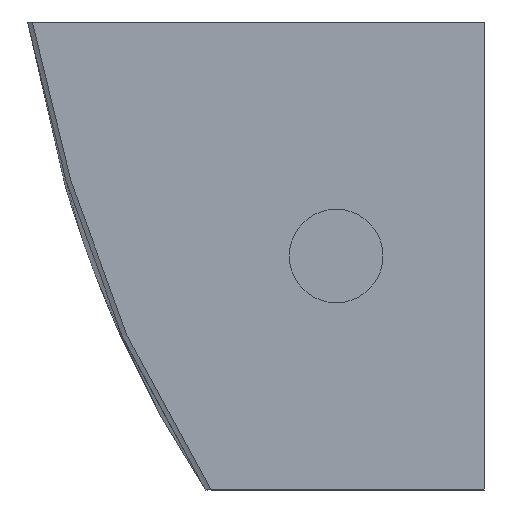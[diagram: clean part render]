
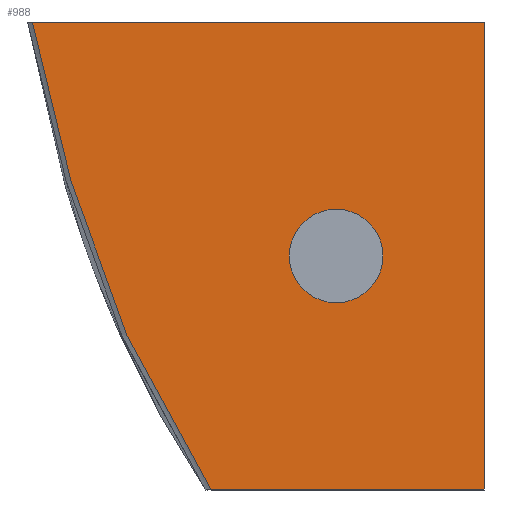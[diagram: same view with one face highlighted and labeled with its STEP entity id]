
A CAD part, left-side view. The second image highlights one B-rep face of the part: STEP entity #988.
In plain terms, the highlighted planar face has unit normal (-1, 0, 0).
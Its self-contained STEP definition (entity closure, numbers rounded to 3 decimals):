
#34=FACE_BOUND('',#185,.T.);
#71=PLANE('',#1067);
#120=FACE_OUTER_BOUND('',#184,.T.);
#184=EDGE_LOOP('',(#926,#927,#928,#929));
#185=EDGE_LOOP('',(#930,#931));
#200=CIRCLE('',#1046,3.);
#201=CIRCLE('',#1047,3.);
#224=LINE('',#1476,#328);
#249=LINE('',#1535,#353);
#261=LINE('',#1560,#365);
#328=VECTOR('',#1132,25.4);
#353=VECTOR('',#1159,25.4);
#365=VECTOR('',#1183,25.4);
#426=B_SPLINE_CURVE_WITH_KNOTS('',3,(#2012,#2013,#2014,#2015,#2016,#2017,
#2018,#2019,#2020,#2021,#2022,#2023,#2024),.UNSPECIFIED.,.F.,.F.,(4,3,3,
3,4),(0.495,0.584,1.026,1.438,
1.515),.UNSPECIFIED.);
#452=VERTEX_POINT('',#1473);
#453=VERTEX_POINT('',#1475);
#478=VERTEX_POINT('',#1530);
#485=VERTEX_POINT('',#1559);
#511=VERTEX_POINT('',#1644);
#512=VERTEX_POINT('',#1645);
#554=EDGE_CURVE('',#453,#452,#224,.T.);
#581=EDGE_CURVE('',#452,#478,#249,.T.);
#593=EDGE_CURVE('',#485,#453,#261,.T.);
#631=EDGE_CURVE('',#511,#512,#200,.T.);
#632=EDGE_CURVE('',#512,#511,#201,.T.);
#657=EDGE_CURVE('',#478,#485,#426,.T.);
#926=ORIENTED_EDGE('',*,*,#581,.T.);
#927=ORIENTED_EDGE('',*,*,#657,.T.);
#928=ORIENTED_EDGE('',*,*,#593,.T.);
#929=ORIENTED_EDGE('',*,*,#554,.T.);
#930=ORIENTED_EDGE('',*,*,#631,.T.);
#931=ORIENTED_EDGE('',*,*,#632,.T.);
#988=ADVANCED_FACE('',(#120,#34),#71,.T.);
#1046=AXIS2_PLACEMENT_3D('',#1646,#1244,#1245);
#1047=AXIS2_PLACEMENT_3D('',#1647,#1246,#1247);
#1067=AXIS2_PLACEMENT_3D('',#2025,#1302,#1303);
#1132=DIRECTION('',(0.,0.,1.));
#1159=DIRECTION('',(0.,1.,0.));
#1183=DIRECTION('',(0.,-1.,0.));
#1244=DIRECTION('center_axis',(1.,0.,0.));
#1245=DIRECTION('ref_axis',(0.,0.,-1.));
#1246=DIRECTION('center_axis',(1.,0.,0.));
#1247=DIRECTION('ref_axis',(0.,0.,-1.));
#1302=DIRECTION('center_axis',(-1.,0.,0.));
#1303=DIRECTION('ref_axis',(0.,1.,0.));
#1473=CARTESIAN_POINT('',(68.342,207.115,-167.626));
#1475=CARTESIAN_POINT('',(68.342,207.115,-197.626));
#1476=CARTESIAN_POINT('',(68.342,207.115,-162.626));
#1530=CARTESIAN_POINT('',(68.342,236.082,-167.626));
#1535=CARTESIAN_POINT('',(68.342,185.141,-167.626));
#1559=CARTESIAN_POINT('',(68.342,224.635,-197.626));
#1560=CARTESIAN_POINT('',(68.342,185.141,-197.626));
#1644=CARTESIAN_POINT('',(68.342,216.615,-185.626));
#1645=CARTESIAN_POINT('',(68.342,216.615,-179.626));
#1646=CARTESIAN_POINT('Origin',(68.342,216.615,-182.626));
#1647=CARTESIAN_POINT('Origin',(68.342,216.615,-182.626));
#2012=CARTESIAN_POINT('Ctrl Pts',(68.342,235.966,-167.729));
#2013=CARTESIAN_POINT('Ctrl Pts',(68.342,235.809,-168.624));
#2014=CARTESIAN_POINT('Ctrl Pts',(68.342,235.639,-169.515));
#2015=CARTESIAN_POINT('Ctrl Pts',(68.342,235.457,-170.405));
#2016=CARTESIAN_POINT('Ctrl Pts',(68.342,234.558,-174.787));
#2017=CARTESIAN_POINT('Ctrl Pts',(68.342,233.352,-179.109));
#2018=CARTESIAN_POINT('Ctrl Pts',(68.342,231.767,-183.382));
#2019=CARTESIAN_POINT('Ctrl Pts',(68.342,230.287,-187.375));
#2020=CARTESIAN_POINT('Ctrl Pts',(68.342,228.471,-191.376));
#2021=CARTESIAN_POINT('Ctrl Pts',(68.342,226.067,-195.364));
#2022=CARTESIAN_POINT('Ctrl Pts',(68.342,225.621,-196.102));
#2023=CARTESIAN_POINT('Ctrl Pts',(68.342,225.153,-196.841));
#2024=CARTESIAN_POINT('Ctrl Pts',(68.342,224.662,-197.576));
#2025=CARTESIAN_POINT('Origin',(68.342,148.168,-142.626));
